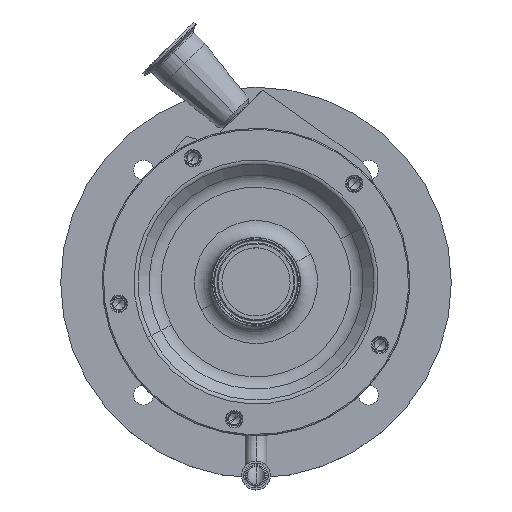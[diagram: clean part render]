
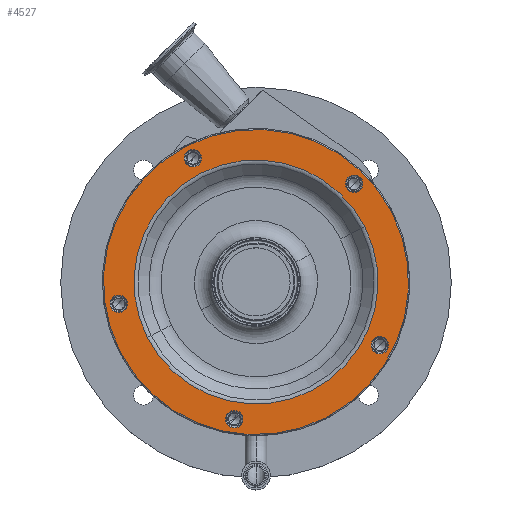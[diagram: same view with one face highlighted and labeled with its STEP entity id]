
A CAD part, top view. The second image highlights one B-rep face of the part: STEP entity #4527.
In plain terms, the highlighted planar face has unit normal (0, 0, 1).
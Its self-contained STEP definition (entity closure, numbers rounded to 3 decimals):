
#5 = CARTESIAN_POINT ( 'NONE',  ( -19.085, -120.498, 316. ) ) ;
#20 = CARTESIAN_POINT ( 'NONE',  ( -119.395, -60.835, 316. ) ) ;
#157 = ORIENTED_EDGE ( 'NONE', *, *, #1334, .T. ) ;
#214 = CARTESIAN_POINT ( 'NONE',  ( 119.395, 60.835, 316. ) ) ;
#374 = EDGE_LOOP ( 'NONE', ( #4866, #1597 ) ) ;
#380 = AXIS2_PLACEMENT_3D ( 'NONE', #4808, #8893, #6515 ) ;
#514 = DIRECTION ( 'NONE',  ( -0.891, -0.454, 0. ) ) ;
#624 = DIRECTION ( 'NONE',  ( 0., 0., -1. ) ) ;
#768 = VERTEX_POINT ( 'NONE', #3417 ) ;
#898 = EDGE_CURVE ( 'NONE', #7114, #2704, #10000, .T. ) ;
#927 = EDGE_CURVE ( 'NONE', #10019, #4163, #10877, .T. ) ;
#1041 = AXIS2_PLACEMENT_3D ( 'NONE', #8194, #8091, #514 ) ;
#1062 = EDGE_CURVE ( 'NONE', #9355, #2784, #1389, .T. ) ;
#1122 = AXIS2_PLACEMENT_3D ( 'NONE', #3022, #9094, #1311 ) ;
#1270 = EDGE_LOOP ( 'NONE', ( #5575, #2488 ) ) ;
#1311 = DIRECTION ( 'NONE',  ( -0.891, -0.454, 0. ) ) ;
#1320 = EDGE_CURVE ( 'NONE', #2784, #9355, #2438, .T. ) ;
#1334 = EDGE_CURVE ( 'NONE', #3261, #1574, #4757, .T. ) ;
#1389 = CIRCLE ( 'NONE', #6345, 7.644 ) ;
#1405 = EDGE_CURVE ( 'NONE', #2704, #7114, #10748, .T. ) ;
#1572 = PLANE ( 'NONE',  #4013 ) ;
#1574 = VERTEX_POINT ( 'NONE', #7801 ) ;
#1597 = ORIENTED_EDGE ( 'NONE', *, *, #927, .F. ) ;
#1661 = EDGE_CURVE ( 'NONE', #10653, #9925, #9400, .T. ) ;
#1770 = DIRECTION ( 'NONE',  ( 0., 0., -1. ) ) ;
#1799 = CARTESIAN_POINT ( 'NONE',  ( -60.835, 119.395, 316. ) ) ;
#1977 = EDGE_CURVE ( 'NONE', #5679, #768, #6061, .T. ) ;
#2008 = AXIS2_PLACEMENT_3D ( 'NONE', #3306, #7399, #9109 ) ;
#2179 = CIRCLE ( 'NONE', #2008, 7.644 ) ;
#2340 = DIRECTION ( 'NONE',  ( 0., 0., -1. ) ) ;
#2438 = CIRCLE ( 'NONE', #1041, 7.644 ) ;
#2469 = VERTEX_POINT ( 'NONE', #3718 ) ;
#2488 = ORIENTED_EDGE ( 'NONE', *, *, #2551, .T. ) ;
#2551 = EDGE_CURVE ( 'NONE', #768, #5679, #2179, .T. ) ;
#2562 = EDGE_LOOP ( 'NONE', ( #4931, #6358 ) ) ;
#2565 = DIRECTION ( 'NONE',  ( 0., 0., -1. ) ) ;
#2669 = DIRECTION ( 'NONE',  ( -0.891, -0.454, 0. ) ) ;
#2704 = VERTEX_POINT ( 'NONE', #5255 ) ;
#2726 = AXIS2_PLACEMENT_3D ( 'NONE', #3938, #7301, #7350 ) ;
#2784 = VERTEX_POINT ( 'NONE', #9493 ) ;
#2859 = CIRCLE ( 'NONE', #6391, 7.644 ) ;
#2896 = DIRECTION ( 'NONE',  ( 0., 0., -1. ) ) ;
#2959 = CIRCLE ( 'NONE', #9135, 7.644 ) ;
#3022 = CARTESIAN_POINT ( 'NONE',  ( 108.703, -55.387, 316. ) ) ;
#3261 = VERTEX_POINT ( 'NONE', #4899 ) ;
#3306 = CARTESIAN_POINT ( 'NONE',  ( 108.703, -55.387, 316. ) ) ;
#3417 = CARTESIAN_POINT ( 'NONE',  ( 101.892, -58.857, 316. ) ) ;
#3668 = AXIS2_PLACEMENT_3D ( 'NONE', #7104, #8870, #5460 ) ;
#3673 = CIRCLE ( 'NONE', #6496, 7.644 ) ;
#3718 = CARTESIAN_POINT ( 'NONE',  ( -62.197, 105.233, 316. ) ) ;
#3938 = CARTESIAN_POINT ( 'NONE',  ( 86.267, 86.267, 316. ) ) ;
#4013 = AXIS2_PLACEMENT_3D ( 'NONE', #1799, #2565, #10793 ) ;
#4163 = VERTEX_POINT ( 'NONE', #20 ) ;
#4167 = CARTESIAN_POINT ( 'NONE',  ( 93.078, 89.737, 316. ) ) ;
#4212 = CARTESIAN_POINT ( 'NONE',  ( -48.576, 112.173, 316. ) ) ;
#4491 = EDGE_CURVE ( 'NONE', #8072, #2469, #10343, .T. ) ;
#4527 = ADVANCED_FACE ( 'NONE', ( #10138, #6715, #5886, #7654, #9193, #8494, #10026 ), #1572, .F. ) ;
#4554 = EDGE_LOOP ( 'NONE', ( #4801, #4672 ) ) ;
#4565 = ORIENTED_EDGE ( 'NONE', *, *, #5428, .T. ) ;
#4672 = ORIENTED_EDGE ( 'NONE', *, *, #1320, .T. ) ;
#4730 = CARTESIAN_POINT ( 'NONE',  ( -120.498, -19.085, 316. ) ) ;
#4757 = CIRCLE ( 'NONE', #8634, 7.644 ) ;
#4787 = DIRECTION ( 'NONE',  ( -0.891, -0.454, 0. ) ) ;
#4801 = ORIENTED_EDGE ( 'NONE', *, *, #1062, .T. ) ;
#4808 = CARTESIAN_POINT ( 'NONE',  ( 0., 0., 316. ) ) ;
#4866 = ORIENTED_EDGE ( 'NONE', *, *, #8709, .F. ) ;
#4899 = CARTESIAN_POINT ( 'NONE',  ( -127.309, -22.555, 316. ) ) ;
#4931 = ORIENTED_EDGE ( 'NONE', *, *, #1661, .T. ) ;
#4944 = ORIENTED_EDGE ( 'NONE', *, *, #1405, .T. ) ;
#5151 = DIRECTION ( 'NONE',  ( -0.891, -0.454, 0. ) ) ;
#5255 = CARTESIAN_POINT ( 'NONE',  ( 95.401, 48.609, 316. ) ) ;
#5256 = AXIS2_PLACEMENT_3D ( 'NONE', #10517, #2896, #4787 ) ;
#5428 = EDGE_CURVE ( 'NONE', #1574, #3261, #3673, .T. ) ;
#5460 = DIRECTION ( 'NONE',  ( -0.891, -0.454, 0. ) ) ;
#5474 = EDGE_CURVE ( 'NONE', #9925, #10653, #2959, .T. ) ;
#5575 = ORIENTED_EDGE ( 'NONE', *, *, #1977, .T. ) ;
#5642 = AXIS2_PLACEMENT_3D ( 'NONE', #10727, #6590, #9019 ) ;
#5679 = VERTEX_POINT ( 'NONE', #6568 ) ;
#5886 = FACE_BOUND ( 'NONE', #4554, .T. ) ;
#6061 = CIRCLE ( 'NONE', #1122, 7.644 ) ;
#6094 = ORIENTED_EDGE ( 'NONE', *, *, #4491, .T. ) ;
#6309 = EDGE_LOOP ( 'NONE', ( #9057, #4944 ) ) ;
#6345 = AXIS2_PLACEMENT_3D ( 'NONE', #5, #9246, #2669 ) ;
#6358 = ORIENTED_EDGE ( 'NONE', *, *, #5474, .T. ) ;
#6391 = AXIS2_PLACEMENT_3D ( 'NONE', #7626, #1770, #5151 ) ;
#6496 = AXIS2_PLACEMENT_3D ( 'NONE', #7213, #10568, #7520 ) ;
#6515 = DIRECTION ( 'NONE',  ( -0.891, -0.454, 0. ) ) ;
#6568 = CARTESIAN_POINT ( 'NONE',  ( 115.513, -51.917, 316. ) ) ;
#6590 = DIRECTION ( 'NONE',  ( 0., 0., -1. ) ) ;
#6642 = CARTESIAN_POINT ( 'NONE',  ( 79.456, 82.797, 316. ) ) ;
#6715 = FACE_BOUND ( 'NONE', #1270, .T. ) ;
#7104 = CARTESIAN_POINT ( 'NONE',  ( 0., 0., 316. ) ) ;
#7114 = VERTEX_POINT ( 'NONE', #8287 ) ;
#7213 = CARTESIAN_POINT ( 'NONE',  ( -120.498, -19.085, 316. ) ) ;
#7301 = DIRECTION ( 'NONE',  ( 0., 0., -1. ) ) ;
#7350 = DIRECTION ( 'NONE',  ( -0.891, -0.454, 0. ) ) ;
#7399 = DIRECTION ( 'NONE',  ( 0., 0., -1. ) ) ;
#7520 = DIRECTION ( 'NONE',  ( -0.891, -0.454, 0. ) ) ;
#7626 = CARTESIAN_POINT ( 'NONE',  ( -55.387, 108.703, 316. ) ) ;
#7627 = CARTESIAN_POINT ( 'NONE',  ( 86.267, 86.267, 316. ) ) ;
#7654 = FACE_BOUND ( 'NONE', #9885, .T. ) ;
#7801 = CARTESIAN_POINT ( 'NONE',  ( -113.687, -15.615, 316. ) ) ;
#8011 = ORIENTED_EDGE ( 'NONE', *, *, #8583, .T. ) ;
#8072 = VERTEX_POINT ( 'NONE', #4212 ) ;
#8091 = DIRECTION ( 'NONE',  ( 0., 0., -1. ) ) ;
#8108 = EDGE_LOOP ( 'NONE', ( #6094, #8011 ) ) ;
#8194 = CARTESIAN_POINT ( 'NONE',  ( -19.085, -120.498, 316. ) ) ;
#8287 = CARTESIAN_POINT ( 'NONE',  ( -95.401, -48.609, 316. ) ) ;
#8345 = DIRECTION ( 'NONE',  ( -0.891, -0.454, 0. ) ) ;
#8494 = FACE_OUTER_BOUND ( 'NONE', #374, .T. ) ;
#8511 = CIRCLE ( 'NONE', #380, 134. ) ;
#8583 = EDGE_CURVE ( 'NONE', #2469, #8072, #2859, .T. ) ;
#8634 = AXIS2_PLACEMENT_3D ( 'NONE', #4730, #624, #10619 ) ;
#8659 = CARTESIAN_POINT ( 'NONE',  ( -12.274, -117.028, 316. ) ) ;
#8709 = EDGE_CURVE ( 'NONE', #4163, #10019, #8511, .T. ) ;
#8870 = DIRECTION ( 'NONE',  ( 0., 0., -1. ) ) ;
#8893 = DIRECTION ( 'NONE',  ( 0., 0., -1. ) ) ;
#9019 = DIRECTION ( 'NONE',  ( -0.891, -0.454, 0. ) ) ;
#9057 = ORIENTED_EDGE ( 'NONE', *, *, #898, .T. ) ;
#9094 = DIRECTION ( 'NONE',  ( 0., 0., -1. ) ) ;
#9109 = DIRECTION ( 'NONE',  ( -0.891, -0.454, 0. ) ) ;
#9135 = AXIS2_PLACEMENT_3D ( 'NONE', #7627, #9221, #8345 ) ;
#9193 = FACE_BOUND ( 'NONE', #8108, .T. ) ;
#9221 = DIRECTION ( 'NONE',  ( 0., 0., -1. ) ) ;
#9246 = DIRECTION ( 'NONE',  ( 0., 0., -1. ) ) ;
#9355 = VERTEX_POINT ( 'NONE', #8659 ) ;
#9400 = CIRCLE ( 'NONE', #2726, 7.644 ) ;
#9493 = CARTESIAN_POINT ( 'NONE',  ( -25.896, -123.968, 316. ) ) ;
#9752 = CARTESIAN_POINT ( 'NONE',  ( -55.387, 108.703, 316. ) ) ;
#9885 = EDGE_LOOP ( 'NONE', ( #4565, #157 ) ) ;
#9925 = VERTEX_POINT ( 'NONE', #6642 ) ;
#10000 = CIRCLE ( 'NONE', #5256, 107.071 ) ;
#10019 = VERTEX_POINT ( 'NONE', #214 ) ;
#10026 = FACE_BOUND ( 'NONE', #6309, .T. ) ;
#10138 = FACE_BOUND ( 'NONE', #2562, .T. ) ;
#10343 = CIRCLE ( 'NONE', #10697, 7.644 ) ;
#10517 = CARTESIAN_POINT ( 'NONE',  ( 0., 0., 316. ) ) ;
#10568 = DIRECTION ( 'NONE',  ( 0., 0., -1. ) ) ;
#10619 = DIRECTION ( 'NONE',  ( -0.891, -0.454, 0. ) ) ;
#10653 = VERTEX_POINT ( 'NONE', #4167 ) ;
#10697 = AXIS2_PLACEMENT_3D ( 'NONE', #9752, #2340, #10841 ) ;
#10727 = CARTESIAN_POINT ( 'NONE',  ( 0., 0., 316. ) ) ;
#10748 = CIRCLE ( 'NONE', #5642, 107.071 ) ;
#10793 = DIRECTION ( 'NONE',  ( -0.891, -0.454, 0. ) ) ;
#10841 = DIRECTION ( 'NONE',  ( -0.891, -0.454, 0. ) ) ;
#10877 = CIRCLE ( 'NONE', #3668, 134. ) ;
